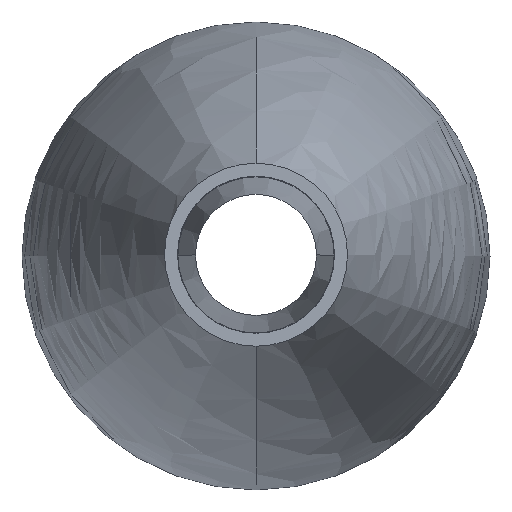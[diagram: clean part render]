
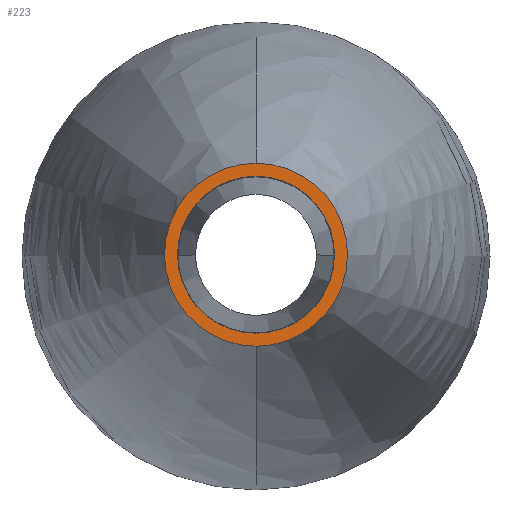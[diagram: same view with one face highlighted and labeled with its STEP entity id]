
A CAD part, top view. The second image highlights one B-rep face of the part: STEP entity #223.
In plain terms, the highlighted planar face has unit normal (0, 0, 1).
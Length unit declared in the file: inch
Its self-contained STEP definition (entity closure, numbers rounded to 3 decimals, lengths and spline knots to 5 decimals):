
#33 = EDGE_LOOP ( 'NONE', ( #104, #86 ) ) ;
#51 = ORIENTED_EDGE ( 'NONE', *, *, #1227, .F. ) ;
#62 = FACE_OUTER_BOUND ( 'NONE', #33, .T. ) ;
#76 = EDGE_LOOP ( 'NONE', ( #51, #120 ) ) ;
#86 = ORIENTED_EDGE ( 'NONE', *, *, #1234, .F. ) ;
#104 = ORIENTED_EDGE ( 'NONE', *, *, #1226, .F. ) ;
#120 = ORIENTED_EDGE ( 'NONE', *, *, #1207, .F. ) ;
#140 = FACE_BOUND ( 'NONE', #76, .T. ) ;
#223 = ADVANCED_FACE ( 'NONE', ( #140, #62 ), #628, .T. ) ;
#347 = CARTESIAN_POINT ( 'NONE',  ( 0., 0.68314, 1.2875 ) ) ;
#603 = DIRECTION ( 'NONE',  ( 0., 0., 1. ) ) ;
#606 = DIRECTION ( 'NONE',  ( 1., 0., 0. ) ) ;
#614 = CARTESIAN_POINT ( 'NONE',  ( 0., 0.39186, 1.2875 ) ) ;
#618 = CARTESIAN_POINT ( 'NONE',  ( 0.125, 0.5375, 1.2875 ) ) ;
#620 = CARTESIAN_POINT ( 'NONE',  ( -0.125, 0.5375, 1.2875 ) ) ;
#621 = CARTESIAN_POINT ( 'NONE',  ( 0., 0.5375, 1.2875 ) ) ;
#628 = PLANE ( 'NONE',  #1304 ) ;
#630 = CARTESIAN_POINT ( 'NONE',  ( 0., 0.68314, 1.2875 ) ) ;
#734 = DIRECTION ( 'NONE',  ( -1., 0., 0. ) ) ;
#738 = VERTEX_POINT ( 'NONE', #347 ) ;
#741 = DIRECTION ( 'NONE',  ( 1., 0., 0. ) ) ;
#743 = DIRECTION ( 'NONE',  ( 0., 0., 1. ) ) ;
#745 = DIRECTION ( 'NONE',  ( -1., 0., 0. ) ) ;
#856 = DIRECTION ( 'NONE',  ( 1., 0., 0. ) ) ;
#859 = DIRECTION ( 'NONE',  ( 0., 0., 1. ) ) ;
#873 = VERTEX_POINT ( 'NONE', #614 ) ;
#1040 = DIRECTION ( 'NONE',  ( 0., 0., -1. ) ) ;
#1047 = CARTESIAN_POINT ( 'NONE',  ( 0., 0.5375, 1.2875 ) ) ;
#1082 = VERTEX_POINT ( 'NONE', #618 ) ;
#1108 = VERTEX_POINT ( 'NONE', #620 ) ;
#1119 = DIRECTION ( 'NONE',  ( 0., 0., -1. ) ) ;
#1121 = CARTESIAN_POINT ( 'NONE',  ( 0., 0.5375, 1.2875 ) ) ;
#1124 = CARTESIAN_POINT ( 'NONE',  ( 0., 0.5375, 1.2875 ) ) ;
#1176 = CIRCLE ( 'NONE', #1266, 0.14564 ) ;
#1192 = CIRCLE ( 'NONE', #1243, 0.14564 ) ;
#1194 = CIRCLE ( 'NONE', #1286, 0.125 ) ;
#1198 = CIRCLE ( 'NONE', #1239, 0.125 ) ;
#1207 = EDGE_CURVE ( 'NONE', #1108, #1082, #1194, .T. ) ;
#1226 = EDGE_CURVE ( 'NONE', #738, #873, #1192, .T. ) ;
#1227 = EDGE_CURVE ( 'NONE', #1082, #1108, #1198, .T. ) ;
#1234 = EDGE_CURVE ( 'NONE', #873, #738, #1176, .T. ) ;
#1239 = AXIS2_PLACEMENT_3D ( 'NONE', #1124, #743, #741 ) ;
#1243 = AXIS2_PLACEMENT_3D ( 'NONE', #1121, #1119, #745 ) ;
#1266 = AXIS2_PLACEMENT_3D ( 'NONE', #1047, #1040, #734 ) ;
#1286 = AXIS2_PLACEMENT_3D ( 'NONE', #621, #603, #606 ) ;
#1304 = AXIS2_PLACEMENT_3D ( 'NONE', #630, #859, #856 ) ;
